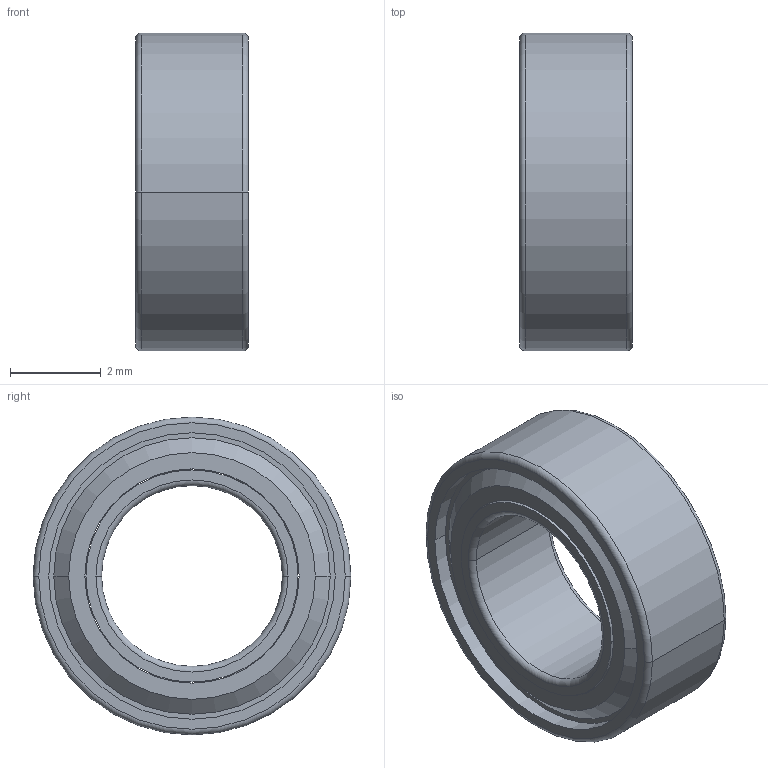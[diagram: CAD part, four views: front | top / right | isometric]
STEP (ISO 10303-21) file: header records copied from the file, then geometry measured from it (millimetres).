
FILE_DESCRIPTION((''),'2;1');
FILE_NAME('SMR74ZZ','2018-08-06T',('SYSTEM'),(''),'PRO/ENGINEER BY PARAMETRIC TECHNOLOGY CORPORATION, 2016360','PRO/ENGINEER BY PARAMETRIC TECHNOLOGY CORPORATION, 2016360','');
FILE_SCHEMA(('AUTOMOTIVE_DESIGN { 1 0 10303 214 1 1 1 1 }'));
Length unit declared in the file: inch
Products named in the file (1): SMR74ZZ
Bounding box: 2.49 x 7.01 x 7.01 mm (x, y, z)
Volume: 45.6 mm3; surface area: 334.1 mm2
Topology: 3 solids, 3 shells, 88 faces, 214 edges, 118 vertices
Faces by surface type: sphere 36, cylinder 24, torus 12, plane 12, cone 4
Entity records: 3126 total; most frequent: CARTESIAN_POINT 1010, DIRECTION 430, ORIENTED_EDGE 356, AXIS2_PLACEMENT_3D 200, EDGE_CURVE 178, VERTEX_POINT 118, EDGE_LOOP 116, CIRCLE 112
